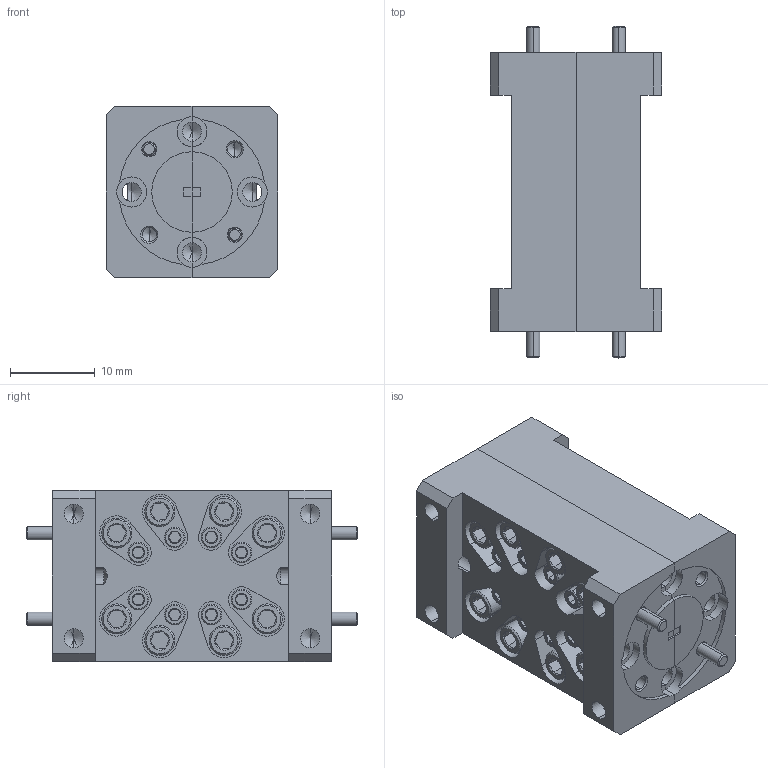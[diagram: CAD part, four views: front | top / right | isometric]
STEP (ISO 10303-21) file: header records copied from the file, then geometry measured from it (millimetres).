
FILE_DESCRIPTION (( 'STEP AP214' ), '1' );
FILE_NAME ('AT-FS-080-F-A, CTRLD.STEP', '2023-03-23T16:50:16', ( '' ), ( '' ), 'SwSTEP 2.0', 'SolidWorks 2021', '' );
FILE_SCHEMA (( 'AUTOMOTIVE_DESIGN' ));
Length unit declared in the file: inch
Products named in the file (1): AT-FS-080-F-A, CTRLD
Bounding box: 20.32 x 39.24 x 20.32 mm (x, y, z)
Volume: 10109.9 mm3; surface area: 6925.8 mm2
Topology: 6 solids, 22 shells, 785 faces, 1782 edges, 1040 vertices
Faces by surface type: cone 280, plane 267, cylinder 238
Entity records: 21879 total; most frequent: CARTESIAN_POINT 4184, DIRECTION 3898, ORIENTED_EDGE 3436, EDGE_CURVE 1718, AXIS2_PLACEMENT_3D 1510, VERTEX_POINT 1040, EDGE_LOOP 888, VECTOR 878
